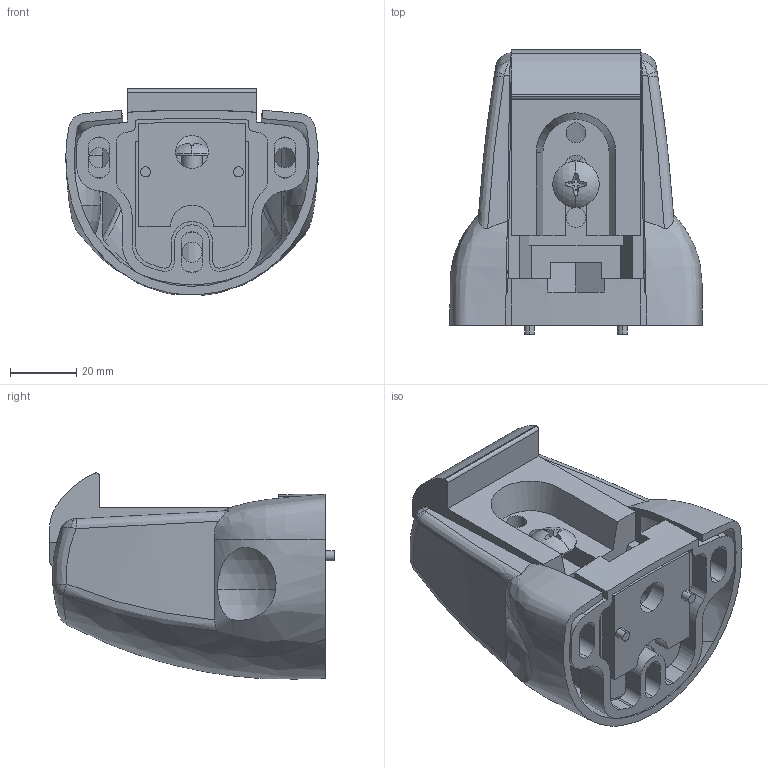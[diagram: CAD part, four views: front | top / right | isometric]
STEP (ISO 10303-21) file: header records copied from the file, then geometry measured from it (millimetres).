
FILE_DESCRIPTION (( 'STEP AP203' ), '1' );
FILE_NAME ('FA-662-S-2.STEP', '2011-06-21T02:46:09', ( '11sw' ), ( 'タキゲン製造株式会社' ), 'SwSTEP 2.0', 'SolidWorks 2011', '' );
FILE_SCHEMA (( 'CONFIG_CONTROL_DESIGN' ));
Products named in the file (7): FA-662-S-2取付ワッシャー_; FA-662-S-2僇僶乕_; FA-662-S-2本体_; FA-662-S-2; FA-662-S-2十字穴付トラスねじM6_M6×15; FA-662-S-2止金_; FA-662-S-2アジャストプレート_
Assembly tree (8 placements, depth 2):
  FA-662-S-2
    FA-662-S-2本体_
    FA-662-S-2アジャストプレート_
    FA-662-S-2取付ワッシャー_  x3
    FA-662-S-2十字穴付トラスねじM6_M6×15
    FA-662-S-2止金_
    FA-662-S-2僇僶乕_
Bounding box: 75.98 x 85.7 x 62.11 mm (x, y, z)
Volume: 115679.8 mm3; surface area: 58495.5 mm2
Topology: 8 solids, 8 shells, 310 faces, 833 edges, 553 vertices
Faces by surface type: plane 133, cylinder 118, bspline 43, sphere 14, cone 2
Entity records: 46032 total; most frequent: CARTESIAN_POINT 37856, ORIENTED_EDGE 1618, DIRECTION 1462, EDGE_CURVE 809, VERTEX_POINT 537, AXIS2_PLACEMENT_3D 519, VECTOR 424, LINE 424
